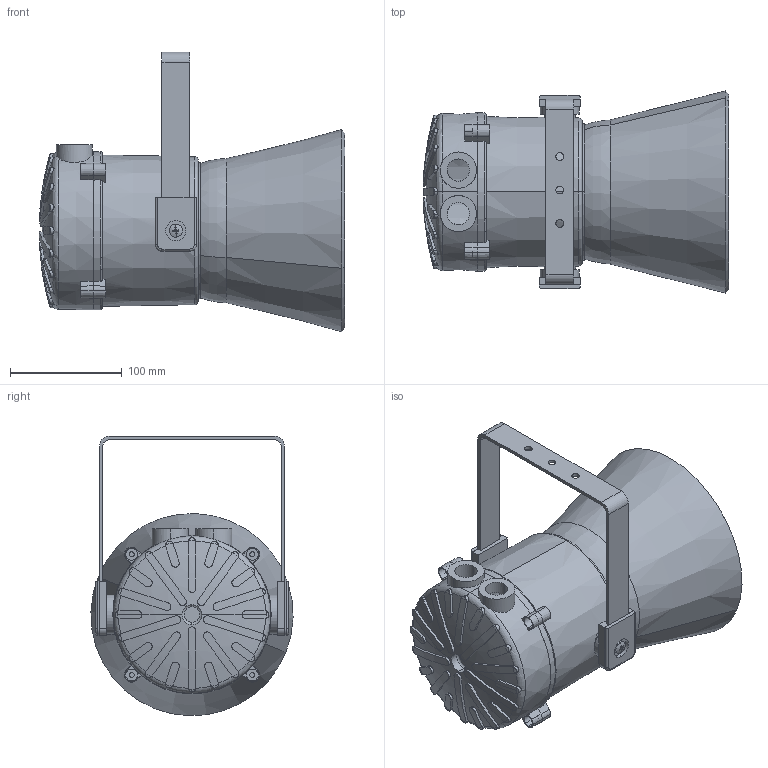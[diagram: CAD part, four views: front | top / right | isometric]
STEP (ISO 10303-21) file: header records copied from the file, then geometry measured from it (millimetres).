
FILE_DESCRIPTION (( 'STEP AP214' ), '1' );
FILE_NAME ('D207-05-001-3D_Issue_A.STEP', '2020-12-18T09:42:39', ( 'User' ), ( '' ), 'SwSTEP 2.0', 'SolidWorks 2020', '' );
FILE_SCHEMA (( 'AUTOMOTIVE_DESIGN' ));
Length unit declared in the file: millimetre
Products named in the file (10): E2X Sounder Enclosure; a; M6 pan head; D207-05-001-3D_Issue_A; back cover; c; Stirrup subassy; S110 horn; b; WAA300N2MM
Assembly tree (12 placements, depth 3):
  D207-05-001-3D_Issue_A
    E2X Sounder Enclosure
    back cover
    S110 horn
    Stirrup subassy
      a  x2
      c
      b  x2
      M6 pan head  x2
    WAA300N2MM
Bounding box: 273.8 x 181.3 x 250.65 mm (x, y, z)
Volume: 875829.3 mm3; surface area: 445524.7 mm2
Topology: 12 solids, 12 shells, 518 faces, 1343 edges, 865 vertices
Faces by surface type: cylinder 215, plane 174, torus 53, cone 38, sphere 26, bspline 12
Entity records: 17297 total; most frequent: CARTESIAN_POINT 6156, ORIENTED_EDGE 2304, DIRECTION 2230, EDGE_CURVE 1152, AXIS2_PLACEMENT_3D 923, VERTEX_POINT 751, EDGE_LOOP 503, CIRCLE 474
